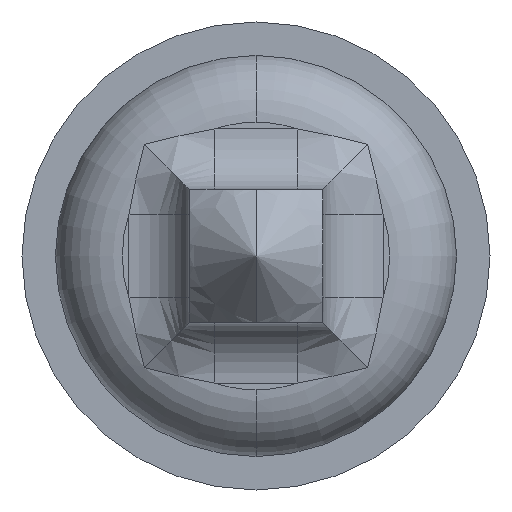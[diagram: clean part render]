
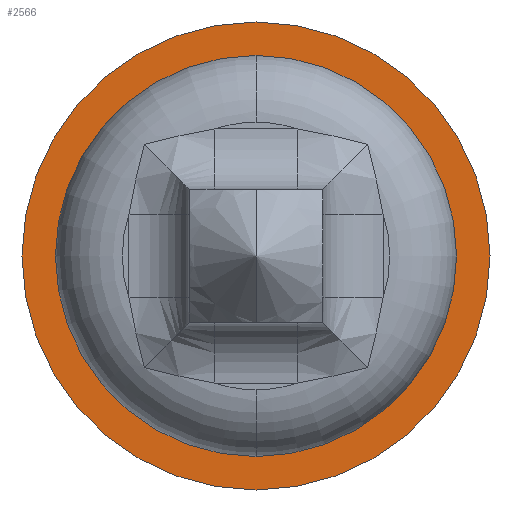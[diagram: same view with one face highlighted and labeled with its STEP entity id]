
A CAD part, front view. The second image highlights one B-rep face of the part: STEP entity #2566.
In plain terms, the highlighted planar face has unit normal (0, -1, 0).
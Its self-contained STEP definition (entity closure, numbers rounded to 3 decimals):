
#22 = CARTESIAN_POINT ( 'NONE',  ( 0., -2., 1.5 ) ) ;
#47 = VERTEX_POINT ( 'NONE', #22 ) ;
#48 = CARTESIAN_POINT ( 'NONE',  ( 0., -2., -1.75 ) ) ;
#195 = CIRCLE ( 'NONE', #2416, 1.75 ) ;
#232 = VERTEX_POINT ( 'NONE', #2556 ) ;
#441 = AXIS2_PLACEMENT_3D ( 'NONE', #2793, #3168, #3572 ) ;
#510 = DIRECTION ( 'NONE',  ( 0., 1., 0. ) ) ;
#931 = CARTESIAN_POINT ( 'NONE',  ( 1.75, -2., 0. ) ) ;
#945 = PLANE ( 'NONE',  #3481 ) ;
#1287 = AXIS2_PLACEMENT_3D ( 'NONE', #4737, #4030, #1754 ) ;
#1510 = DIRECTION ( 'NONE',  ( 0., 0., 1. ) ) ;
#1545 = CARTESIAN_POINT ( 'NONE',  ( 0., -2., 0. ) ) ;
#1671 = EDGE_CURVE ( 'Defeature ausgef�hrt1_18+Defeature ausgef�hrt1_17+Defeature ausgef�hrt1_17+Defeature ausgef�hrt1_17', #2051, #232, #195, .T. ) ;
#1752 = CIRCLE ( 'NONE', #3703, 1.5 ) ;
#1754 = DIRECTION ( 'NONE',  ( 0., 0., 1. ) ) ;
#2014 = EDGE_CURVE ( 'Defeature ausgef�hrt1_18+Defeature ausgef�hrt1_17+Defeature ausgef�hrt1_17+Defeature ausgef�hrt1_17', #232, #2051, #3391, .T. ) ;
#2051 = VERTEX_POINT ( 'NONE', #48 ) ;
#2213 = EDGE_LOOP ( 'NONE', ( #2816, #4927 ) ) ;
#2416 = AXIS2_PLACEMENT_3D ( 'NONE', #3428, #2994, #1510 ) ;
#2521 = EDGE_LOOP ( 'NONE', ( #4193, #4666 ) ) ;
#2556 = CARTESIAN_POINT ( 'NONE',  ( 0., -2., 1.75 ) ) ;
#2566 = ADVANCED_FACE ( 'Defeature ausgef�hrt1_17', ( #4644, #3079 ), #945, .F. ) ;
#2712 = VERTEX_POINT ( 'NONE', #4129 ) ;
#2793 = CARTESIAN_POINT ( 'NONE',  ( 0., -2., 0. ) ) ;
#2816 = ORIENTED_EDGE ( 'NONE', *, *, #3634, .T. ) ;
#2994 = DIRECTION ( 'NONE',  ( 0., 1., 0. ) ) ;
#3035 = DIRECTION ( 'NONE',  ( 0., 0., 1. ) ) ;
#3079 = FACE_BOUND ( 'NONE', #2213, .T. ) ;
#3168 = DIRECTION ( 'NONE',  ( 0., 1., 0. ) ) ;
#3391 = CIRCLE ( 'NONE', #1287, 1.75 ) ;
#3428 = CARTESIAN_POINT ( 'NONE',  ( 0., -2., 0. ) ) ;
#3481 = AXIS2_PLACEMENT_3D ( 'NONE', #931, #510, #4325 ) ;
#3572 = DIRECTION ( 'NONE',  ( 0., 0., 1. ) ) ;
#3634 = EDGE_CURVE ( 'Defeature ausgef�hrt1_17+Defeature ausgef�hrt1_16+Defeature ausgef�hrt1_16+Defeature ausgef�hrt1_16', #47, #2712, #3835, .T. ) ;
#3703 = AXIS2_PLACEMENT_3D ( 'NONE', #1545, #4578, #3035 ) ;
#3835 = CIRCLE ( 'NONE', #441, 1.5 ) ;
#4030 = DIRECTION ( 'NONE',  ( 0., 1., 0. ) ) ;
#4129 = CARTESIAN_POINT ( 'NONE',  ( 0., -2., -1.5 ) ) ;
#4193 = ORIENTED_EDGE ( 'NONE', *, *, #2014, .F. ) ;
#4325 = DIRECTION ( 'NONE',  ( 0., 0., 1. ) ) ;
#4400 = EDGE_CURVE ( 'Defeature ausgef�hrt1_17+Defeature ausgef�hrt1_16+Defeature ausgef�hrt1_16+Defeature ausgef�hrt1_16', #2712, #47, #1752, .T. ) ;
#4578 = DIRECTION ( 'NONE',  ( 0., 1., 0. ) ) ;
#4644 = FACE_OUTER_BOUND ( 'NONE', #2521, .T. ) ;
#4666 = ORIENTED_EDGE ( 'NONE', *, *, #1671, .F. ) ;
#4737 = CARTESIAN_POINT ( 'NONE',  ( 0., -2., 0. ) ) ;
#4927 = ORIENTED_EDGE ( 'NONE', *, *, #4400, .T. ) ;
